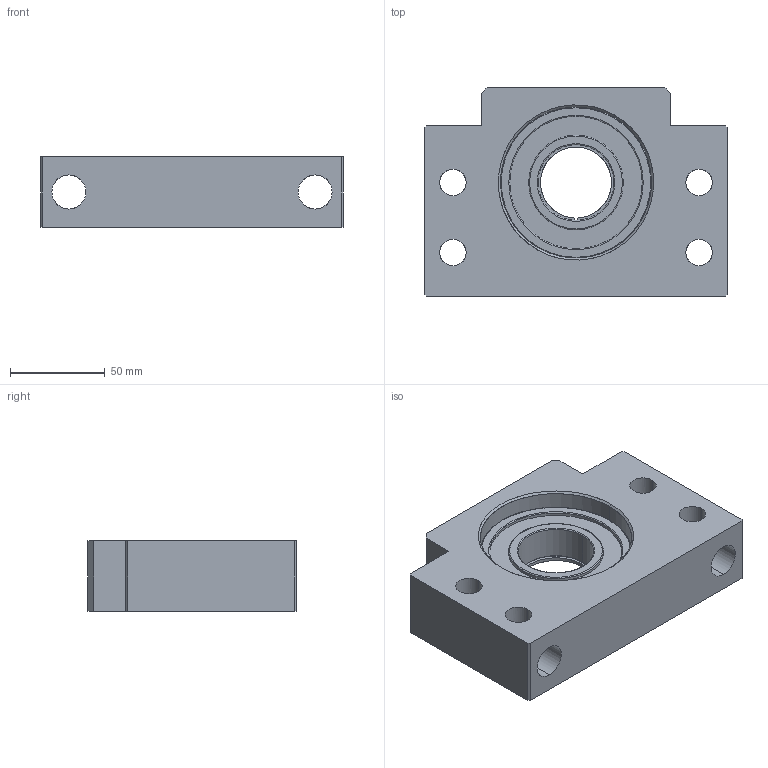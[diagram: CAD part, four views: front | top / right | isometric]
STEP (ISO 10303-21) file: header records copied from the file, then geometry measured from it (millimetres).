
FILE_DESCRIPTION(/* description */ (''),/* implementation_level */ '2;1');
FILE_NAME(/* name */ 'BF40.stp',/* time_stamp */ '2019-08-09T17:01:44-03:00',/* author */ ('Engenharia2'),/* organization */ (''),/* preprocessor_version */ 'ST-DEVELOPER v15.2',/* originating_system */ 'Autodesk Inventor 2014',/* authorisation */ '');
FILE_SCHEMA (('AUTOMOTIVE_DESIGN { 1 0 10303 214 3 1 1 }'));
Length unit declared in the file: millimetre
Products named in the file (4): CORO BF40; ROLAMENTO 6208-ZZ; DIN 471 - DSH-40; BF40
Bounding box: 160 x 110 x 37 mm (x, y, z)
Surface area: 79771.3 mm2 (no closed solid volume)
Topology: 0 solids, 100 shells, 100 faces, 496 edges, 496 vertices
Faces by surface type: cylinder 48, plane 30, torus 16, bspline 6
Entity records: 9348 total; most frequent: CARTESIAN_POINT 5213, DIRECTION 802, VERTEX_POINT 496, EDGE_CURVE 496, ORIENTED_EDGE 496, AXIS2_PLACEMENT_3D 285, LINE 232, VECTOR 232
